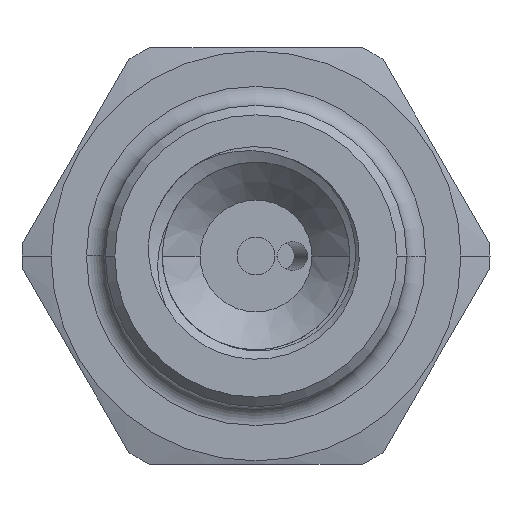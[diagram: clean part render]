
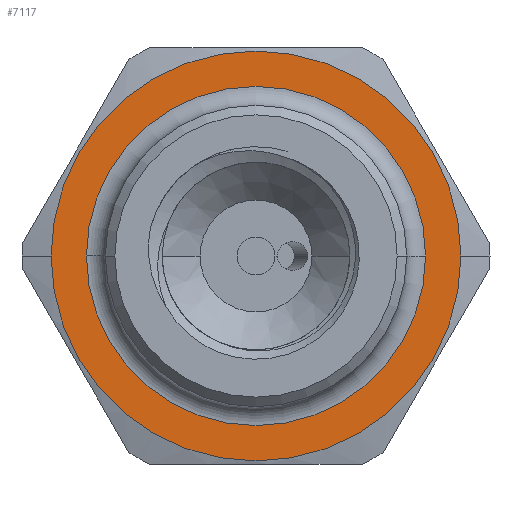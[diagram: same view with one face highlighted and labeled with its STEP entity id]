
A CAD part, front view. The second image highlights one B-rep face of the part: STEP entity #7117.
In plain terms, the highlighted planar face has unit normal (0, -1, 0).
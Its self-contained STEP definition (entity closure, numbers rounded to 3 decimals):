
#681=CARTESIAN_POINT('',(0.,-16.2,0.));
#682=DIRECTION('',(0.,1.,0.));
#683=DIRECTION('',(1.,0.,0.));
#684=AXIS2_PLACEMENT_3D('',#681,#682,#683);
#686=CARTESIAN_POINT('',(0.,-16.2,0.));
#687=DIRECTION('',(0.,1.,0.));
#688=DIRECTION('',(-1.,0.,0.));
#689=AXIS2_PLACEMENT_3D('',#686,#687,#688);
#691=CARTESIAN_POINT('',(0.,-16.2,0.));
#692=DIRECTION('',(0.,-1.,0.));
#693=DIRECTION('',(1.,0.,0.));
#694=AXIS2_PLACEMENT_3D('',#691,#692,#693);
#696=CARTESIAN_POINT('',(0.,-16.2,0.));
#697=DIRECTION('',(0.,-1.,0.));
#698=DIRECTION('',(-1.,0.,0.));
#699=AXIS2_PLACEMENT_3D('',#696,#697,#698);
#6089=CARTESIAN_POINT('',(10.815,-16.2,0.));
#6090=CARTESIAN_POINT('',(-10.815,-16.2,0.));
#6091=VERTEX_POINT('',#6089);
#6092=VERTEX_POINT('',#6090);
#6205=CARTESIAN_POINT('',(8.95,-16.2,0.));
#6206=CARTESIAN_POINT('',(-8.95,-16.2,0.));
#6207=VERTEX_POINT('',#6205);
#6208=VERTEX_POINT('',#6206);
#7101=CARTESIAN_POINT('',(0.,-16.2,0.));
#7102=DIRECTION('',(0.,1.,0.));
#7103=DIRECTION('',(-1.,0.,0.));
#7104=AXIS2_PLACEMENT_3D('',#7101,#7102,#7103);
#7105=PLANE('',#7104);
#7106=ORIENTED_EDGE('',*,*,#7079,.T.);
#7108=ORIENTED_EDGE('',*,*,#7107,.T.);
#7109=EDGE_LOOP('',(#7106,#7108));
#7110=FACE_OUTER_BOUND('',#7109,.F.);
#7112=ORIENTED_EDGE('',*,*,#7111,.T.);
#7114=ORIENTED_EDGE('',*,*,#7113,.T.);
#7115=EDGE_LOOP('',(#7112,#7114));
#7116=FACE_BOUND('',#7115,.F.);
#7117=ADVANCED_FACE('',(#7110,#7116),#7105,.F.);
#685=CIRCLE('',#684,10.815);
#690=CIRCLE('',#689,10.815);
#695=CIRCLE('',#694,8.95);
#700=CIRCLE('',#699,8.95);
#7079=EDGE_CURVE('',#6091,#6092,#685,.T.);
#7107=EDGE_CURVE('',#6092,#6091,#690,.T.);
#7111=EDGE_CURVE('',#6207,#6208,#695,.T.);
#7113=EDGE_CURVE('',#6208,#6207,#700,.T.);
